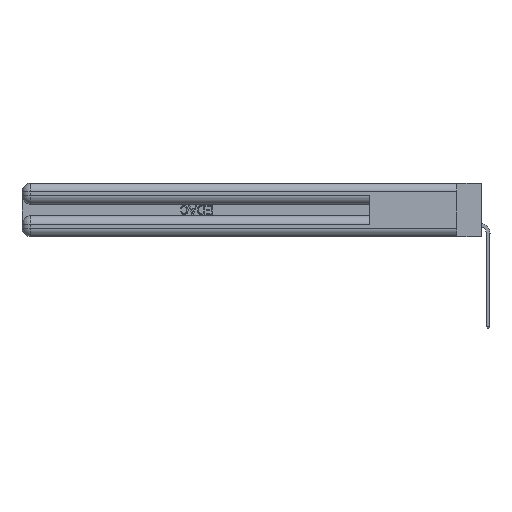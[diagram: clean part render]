
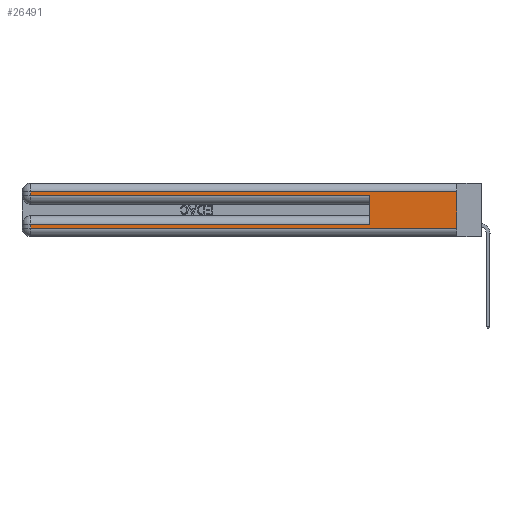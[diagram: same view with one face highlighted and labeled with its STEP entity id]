
A CAD part, left-side view. The second image highlights one B-rep face of the part: STEP entity #26491.
In plain terms, the highlighted planar face has unit normal (-1, 0, 0).
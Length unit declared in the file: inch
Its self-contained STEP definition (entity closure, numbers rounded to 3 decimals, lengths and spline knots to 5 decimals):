
#3653 = EDGE_CURVE ( 'NONE', #33248, #3804, #16184, .T. ) ;
#3804 = VERTEX_POINT ( 'NONE', #36039 ) ;
#4845 = VECTOR ( 'NONE', #14778, 39.37008 ) ;
#4880 = VECTOR ( 'NONE', #18458, 39.37008 ) ;
#5392 = CARTESIAN_POINT ( 'NONE',  ( 0., 2.94, 0.31 ) ) ;
#6159 = AXIS2_PLACEMENT_3D ( 'NONE', #21145, #10398, #38634 ) ;
#6808 = CARTESIAN_POINT ( 'NONE',  ( 0., 0., 0.06 ) ) ;
#6879 = LINE ( 'NONE', #34019, #32367 ) ;
#7985 = ORIENTED_EDGE ( 'NONE', *, *, #35016, .F. ) ;
#8335 = VERTEX_POINT ( 'NONE', #6808 ) ;
#9859 = DIRECTION ( 'NONE',  ( 0., 1., 0. ) ) ;
#10189 = ORIENTED_EDGE ( 'NONE', *, *, #25188, .T. ) ;
#10398 = DIRECTION ( 'NONE',  ( 1., 0., 0. ) ) ;
#11890 = CARTESIAN_POINT ( 'NONE',  ( 0., 0., 0.285 ) ) ;
#12898 = ORIENTED_EDGE ( 'NONE', *, *, #3653, .T. ) ;
#14073 = ORIENTED_EDGE ( 'NONE', *, *, #23201, .F. ) ;
#14778 = DIRECTION ( 'NONE',  ( 0., 1., 0. ) ) ;
#14804 = LINE ( 'NONE', #30974, #20833 ) ;
#14921 = LINE ( 'NONE', #11890, #37859 ) ;
#16184 = LINE ( 'NONE', #28787, #28649 ) ;
#16356 = FACE_OUTER_BOUND ( 'NONE', #23951, .T. ) ;
#18098 = CARTESIAN_POINT ( 'NONE',  ( 0., 2.94, 0.37 ) ) ;
#18458 = DIRECTION ( 'NONE',  ( 0., 0., 1. ) ) ;
#18708 = DIRECTION ( 'NONE',  ( 0., -1., 0. ) ) ;
#19227 = EDGE_CURVE ( 'NONE', #29057, #23924, #6879, .T. ) ;
#19509 = CARTESIAN_POINT ( 'NONE',  ( 0., 0., 0.31 ) ) ;
#20378 = EDGE_CURVE ( 'NONE', #23924, #28607, #40012, .T. ) ;
#20833 = VECTOR ( 'NONE', #26859, 39.37008 ) ;
#21145 = CARTESIAN_POINT ( 'NONE',  ( 0., 0., 0.37 ) ) ;
#22879 = CARTESIAN_POINT ( 'NONE',  ( 0., 2.94, 0.285 ) ) ;
#23201 = EDGE_CURVE ( 'NONE', #29057, #8335, #36214, .T. ) ;
#23485 = EDGE_CURVE ( 'NONE', #28607, #25336, #14921, .T. ) ;
#23924 = VERTEX_POINT ( 'NONE', #5392 ) ;
#23951 = EDGE_LOOP ( 'NONE', ( #14073, #32595, #35306, #41330, #7985, #24040, #12898, #10189 ) ) ;
#24040 = ORIENTED_EDGE ( 'NONE', *, *, #29417, .T. ) ;
#25188 = EDGE_CURVE ( 'NONE', #3804, #8335, #14804, .T. ) ;
#25336 = VERTEX_POINT ( 'NONE', #43522 ) ;
#26491 = ADVANCED_FACE ( 'NONE', ( #16356 ), #31519, .F. ) ;
#26859 = DIRECTION ( 'NONE',  ( 0., -1., 0. ) ) ;
#27388 = VERTEX_POINT ( 'NONE', #43568 ) ;
#28607 = VERTEX_POINT ( 'NONE', #22879 ) ;
#28649 = VECTOR ( 'NONE', #32148, 39.37008 ) ;
#28787 = CARTESIAN_POINT ( 'NONE',  ( 0., 2.94, 0.37 ) ) ;
#29057 = VERTEX_POINT ( 'NONE', #19509 ) ;
#29227 = DIRECTION ( 'NONE',  ( 0., 0., -1. ) ) ;
#29417 = EDGE_CURVE ( 'NONE', #27388, #33248, #35268, .T. ) ;
#29479 = CARTESIAN_POINT ( 'NONE',  ( 0., 0., 0.37 ) ) ;
#30225 = VECTOR ( 'NONE', #29227, 39.37008 ) ;
#30974 = CARTESIAN_POINT ( 'NONE',  ( 0., 0., 0.06 ) ) ;
#31519 = PLANE ( 'NONE',  #6159 ) ;
#31971 = CARTESIAN_POINT ( 'NONE',  ( 0., 0., 0.085 ) ) ;
#32148 = DIRECTION ( 'NONE',  ( 0., 0., -1. ) ) ;
#32367 = VECTOR ( 'NONE', #9859, 39.37008 ) ;
#32595 = ORIENTED_EDGE ( 'NONE', *, *, #19227, .T. ) ;
#32596 = LINE ( 'NONE', #35820, #4880 ) ;
#32937 = CARTESIAN_POINT ( 'NONE',  ( 0., 2.94, 0.085 ) ) ;
#33248 = VERTEX_POINT ( 'NONE', #32937 ) ;
#34019 = CARTESIAN_POINT ( 'NONE',  ( 0., 0., 0.31 ) ) ;
#35016 = EDGE_CURVE ( 'NONE', #27388, #25336, #32596, .T. ) ;
#35113 = VECTOR ( 'NONE', #39508, 39.37008 ) ;
#35268 = LINE ( 'NONE', #31971, #4845 ) ;
#35306 = ORIENTED_EDGE ( 'NONE', *, *, #20378, .T. ) ;
#35820 = CARTESIAN_POINT ( 'NONE',  ( 0., 0.6, 0.145 ) ) ;
#36039 = CARTESIAN_POINT ( 'NONE',  ( 0., 2.94, 0.06 ) ) ;
#36214 = LINE ( 'NONE', #29479, #35113 ) ;
#37859 = VECTOR ( 'NONE', #18708, 39.37008 ) ;
#38634 = DIRECTION ( 'NONE',  ( 0., 0., -1. ) ) ;
#39508 = DIRECTION ( 'NONE',  ( 0., 0., -1. ) ) ;
#40012 = LINE ( 'NONE', #18098, #30225 ) ;
#41330 = ORIENTED_EDGE ( 'NONE', *, *, #23485, .T. ) ;
#43522 = CARTESIAN_POINT ( 'NONE',  ( 0., 0.6, 0.285 ) ) ;
#43568 = CARTESIAN_POINT ( 'NONE',  ( 0., 0.6, 0.085 ) ) ;
